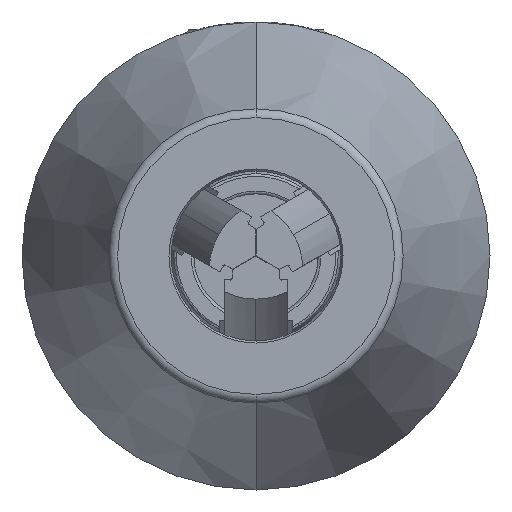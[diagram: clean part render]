
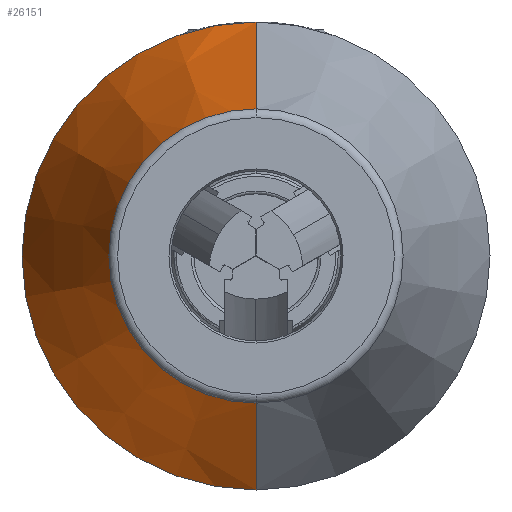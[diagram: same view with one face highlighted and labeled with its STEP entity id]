
A CAD part, front view. The second image highlights one B-rep face of the part: STEP entity #26151.
In plain terms, the highlighted conical face has half-angle 20 degrees and reference radius 25.05 mm.
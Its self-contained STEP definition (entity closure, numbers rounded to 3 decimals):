
#1547 = VERTEX_POINT ( 'NONE', #27396 ) ;
#3404 = EDGE_CURVE ( 'NONE', #32270, #29016, #31214, .T. ) ;
#4591 = CARTESIAN_POINT ( 'NONE',  ( 0., 43.8, -25.05 ) ) ;
#5430 = DIRECTION ( 'NONE',  ( 0., 0., -1. ) ) ;
#8105 = CARTESIAN_POINT ( 'NONE',  ( 0., 69.342, -15.753 ) ) ;
#8287 = CARTESIAN_POINT ( 'NONE',  ( 0., 43.8, 25.05 ) ) ;
#8960 = AXIS2_PLACEMENT_3D ( 'NONE', #14687, #34474, #17545 ) ;
#9616 = CIRCLE ( 'NONE', #8960, 25.05 ) ;
#10039 = EDGE_CURVE ( 'NONE', #29016, #1547, #28394, .T. ) ;
#12086 = CONICAL_SURFACE ( 'NONE', #17007, 25.05, 0.349 ) ;
#12823 = VERTEX_POINT ( 'NONE', #4591 ) ;
#13339 = VECTOR ( 'NONE', #16802, 1000. ) ;
#14192 = CARTESIAN_POINT ( 'NONE',  ( 0., 69.342, 15.753 ) ) ;
#14687 = CARTESIAN_POINT ( 'NONE',  ( 0., 43.8, 0. ) ) ;
#14875 = CARTESIAN_POINT ( 'NONE',  ( 0., 69.342, 0. ) ) ;
#15289 = EDGE_CURVE ( 'NONE', #12823, #1547, #9616, .T. ) ;
#16371 = AXIS2_PLACEMENT_3D ( 'NONE', #14875, #34678, #17741 ) ;
#16475 = DIRECTION ( 'NONE',  ( 0., -0.94, -0.342 ) ) ;
#16520 = CARTESIAN_POINT ( 'NONE',  ( 0., 43.8, 0. ) ) ;
#16802 = DIRECTION ( 'NONE',  ( 0., -0.94, 0.342 ) ) ;
#17007 = AXIS2_PLACEMENT_3D ( 'NONE', #16520, #30892, #5430 ) ;
#17545 = DIRECTION ( 'NONE',  ( 0., 0., -1. ) ) ;
#17741 = DIRECTION ( 'NONE',  ( 0., 0., -1. ) ) ;
#19900 = ORIENTED_EDGE ( 'NONE', *, *, #15289, .F. ) ;
#22771 = ORIENTED_EDGE ( 'NONE', *, *, #10039, .T. ) ;
#23306 = LINE ( 'NONE', #30731, #36580 ) ;
#24387 = EDGE_LOOP ( 'NONE', ( #32965, #22771, #19900, #30952 ) ) ;
#26151 = ADVANCED_FACE ( 'NONE', ( #35520 ), #12086, .T. ) ;
#27396 = CARTESIAN_POINT ( 'NONE',  ( 0., 43.8, 25.05 ) ) ;
#28394 = LINE ( 'NONE', #8287, #13339 ) ;
#29016 = VERTEX_POINT ( 'NONE', #14192 ) ;
#30731 = CARTESIAN_POINT ( 'NONE',  ( 0., 43.8, -25.05 ) ) ;
#30892 = DIRECTION ( 'NONE',  ( 0., -1., 0. ) ) ;
#30952 = ORIENTED_EDGE ( 'NONE', *, *, #32274, .F. ) ;
#31214 = CIRCLE ( 'NONE', #16371, 15.753 ) ;
#32270 = VERTEX_POINT ( 'NONE', #8105 ) ;
#32274 = EDGE_CURVE ( 'NONE', #32270, #12823, #23306, .T. ) ;
#32965 = ORIENTED_EDGE ( 'NONE', *, *, #3404, .T. ) ;
#34474 = DIRECTION ( 'NONE',  ( 0., -1., 0. ) ) ;
#34678 = DIRECTION ( 'NONE',  ( 0., -1., 0. ) ) ;
#35520 = FACE_OUTER_BOUND ( 'NONE', #24387, .T. ) ;
#36580 = VECTOR ( 'NONE', #16475, 1000. ) ;
